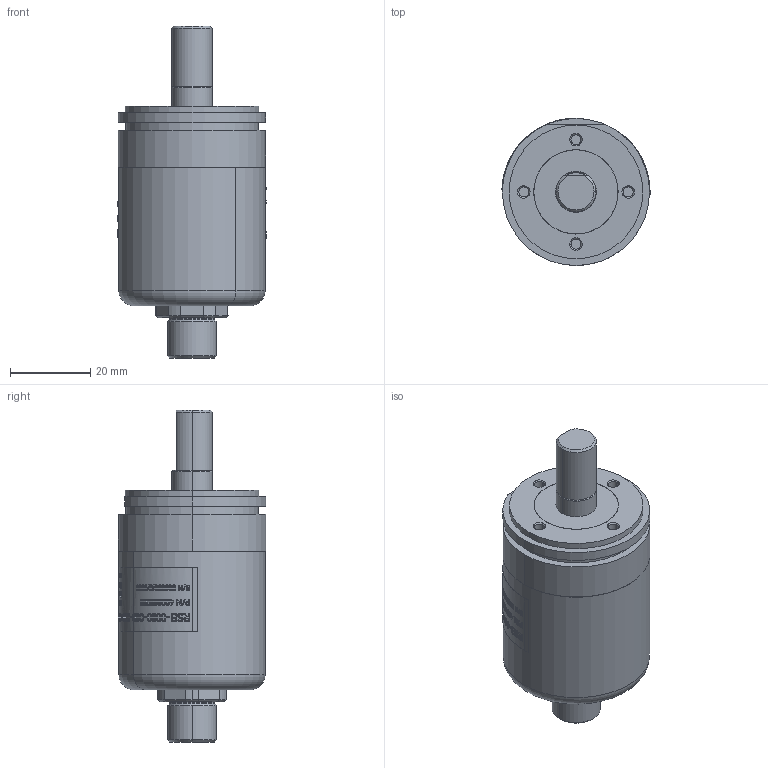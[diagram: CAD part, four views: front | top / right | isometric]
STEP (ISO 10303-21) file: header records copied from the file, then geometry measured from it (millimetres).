
FILE_DESCRIPTION (( 'STEP AP214' ), '1' );
FILE_NAME ('R_B-3624-____-____-FM_.STEP', '2016-07-20T11:46:08', ( 'dummy' ), ( 'Microsoft' ), 'SwSTEP 2.0', 'SolidWorks 2014', '' );
FILE_SCHEMA (( 'AUTOMOTIVE_DESIGN' ));
Length unit declared in the file: millimetre
Products named in the file (1): R_B-3624-____-____-FM_
Bounding box: 36.89 x 36.68 x 82.7 mm (x, y, z)
Surface area: 11991.3 mm2 (no closed solid volume)
Topology: 0 solids, 28 shells, 812 faces, 4141 edges, 3200 vertices
Faces by surface type: bspline 301, plane 253, cylinder 226, cone 26, torus 6
Entity records: 78269 total; most frequent: CARTESIAN_POINT 42864, ORIENTED_EDGE 5684, EDGE_CURVE 4141, DIRECTION 3428, VERTEX_POINT 3200, B_SPLINE_CURVE_WITH_KNOTS 2394, AXIS2_PLACEMENT_3D 1171, LINE 1086
